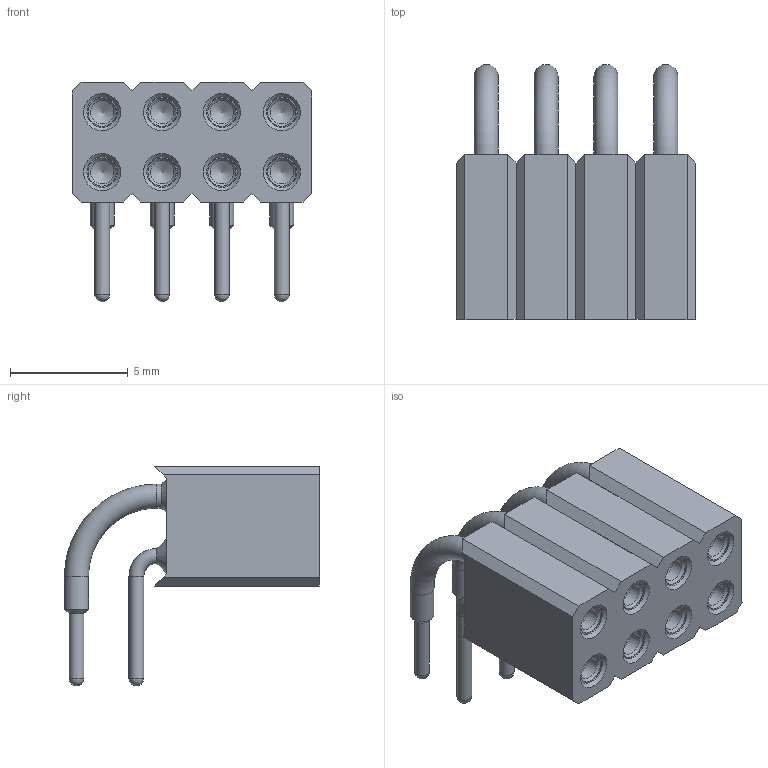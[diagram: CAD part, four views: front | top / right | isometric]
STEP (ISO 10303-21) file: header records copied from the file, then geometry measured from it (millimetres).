
FILE_DESCRIPTION(/* description */ (''),/* implementation_level */ '2;1');
FILE_NAME(/* name */ '154-008-2-xx-xx.stp',/* time_stamp */ '2015-04-13T15:51:09+02:00',/* author */ ('Andreas.Larin'),/* organization */ (''),/* preprocessor_version */ 'ST-DEVELOPER v15.6',/* originating_system */ 'Autodesk Inventor 2015',/* authorisation */ '');
FILE_SCHEMA (('AUTOMOTIVE_DESIGN { 1 0 10303 214 3 1 1 }'));
Length unit declared in the file: centimetre
Products named in the file (1): 154-008-2-xx-xx
Bounding box: 10.16 x 10.81 x 9.31 mm (x, y, z)
Volume: 304.5 mm3; surface area: 1107.9 mm2
Topology: 1 solids, 1 shells, 168 faces, 416 edges, 250 vertices
Faces by surface type: cone 52, cylinder 52, plane 48, torus 8, sphere 8
Full cylindrical faces by diameter (mm): 0.63 x12, 0.991 x8, 1.02 x8, 1.295 x16, 1.53 x8
Entity records: 3820 total; most frequent: DIRECTION 714, CARTESIAN_POINT 603, ORIENTED_EDGE 480, AXIS2_PLACEMENT_3D 305, EDGE_LOOP 288, EDGE_CURVE 240, VERTEX_POINT 194, FACE_OUTER_BOUND 168
